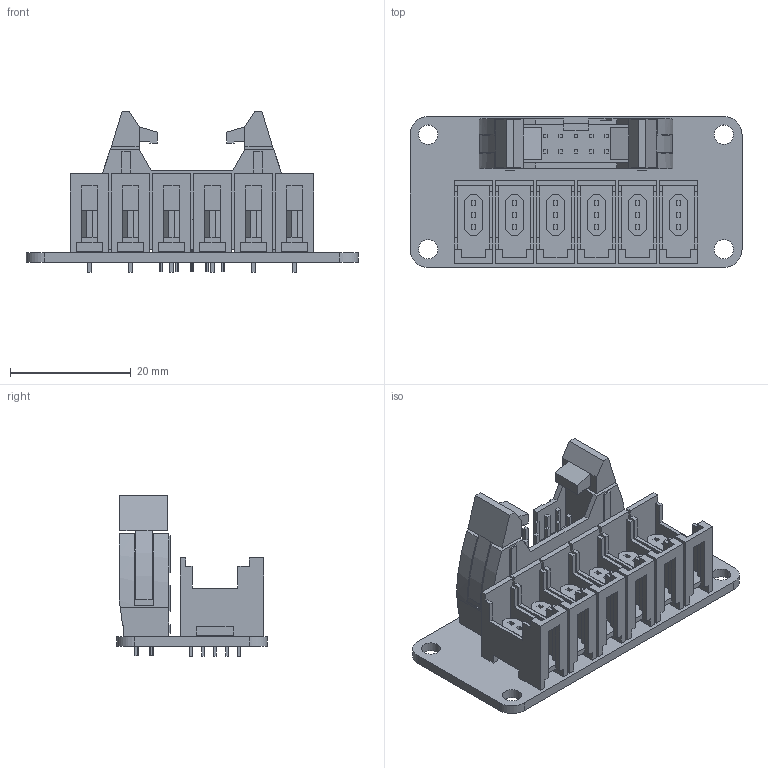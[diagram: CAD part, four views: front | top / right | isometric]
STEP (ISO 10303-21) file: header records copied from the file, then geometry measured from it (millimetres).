
FILE_DESCRIPTION(('KiCad electronic assembly'),'2;1');
FILE_NAME('e-CON_Hub.step','2025-06-04T13:25:57',('Pcbnew'),('Kicad'), 'Open CASCADE STEP processor 7.8','KiCad to STEP converter','Unknown' );
FILE_SCHEMA(('AUTOMOTIVE_DESIGN { 1 0 10303 214 1 1 1 1 }'));
Length unit declared in the file: millimetre
Products named in the file (6): e-CON_Hub 1; XN2D_1371; XG4A_1032; e-con_hub_PCB
Assembly tree (10 placements, depth 3):
  e-CON_Hub 1
    XN2D_1371  x6
      XN2D_1371
    XG4A_1032
      XG4A_1032
    e-con_hub_PCB
Bounding box: 55 x 25 x 26.6 mm (x, y, z)
Volume: 7813.7 mm3; surface area: 12372.7 mm2
Topology: 8 solids, 8 shells, 1053 faces, 2889 edges, 1916 vertices
Faces by surface type: plane 981, cylinder 72
Full cylindrical faces by diameter (mm): 1 x40, 3.2 x4
Entity records: 16268 total; most frequent: CARTESIAN_POINT 2610, ORIENTED_EDGE 2558, DIRECTION 2403, EDGE_CURVE 1279, LINE 1109, VECTOR 1109, VERTEX_POINT 846, AXIS2_PLACEMENT_3D 647
